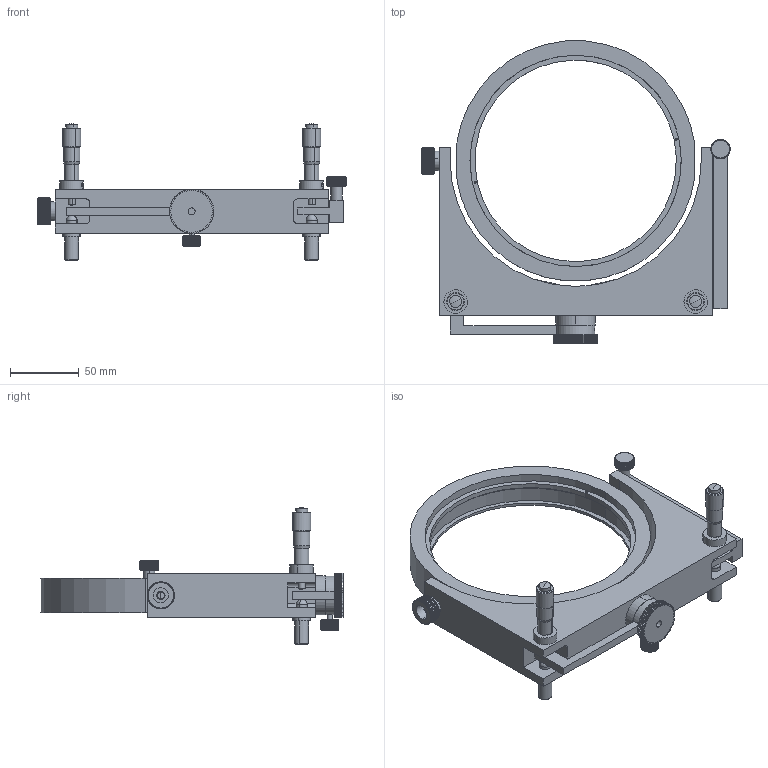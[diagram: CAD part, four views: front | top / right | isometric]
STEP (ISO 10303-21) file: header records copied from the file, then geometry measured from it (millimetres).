
FILE_DESCRIPTION (( 'STEP AP214' ), '1' );
FILE_NAME ('04PMH-6.STEP', '2018-10-09T08:57:41', ( '' ), ( '' ), 'SwSTEP 2.0', 'SolidWorks 2016', '' );
FILE_SCHEMA (( 'AUTOMOTIVE_DESIGN' ));
Length unit declared in the file: millimetre
Products named in the file (1): 04PMH-6
Bounding box: 223.5 x 218.94 x 99 mm (x, y, z)
Surface area: 116342.7 mm2 (no closed solid volume)
Topology: 0 solids, 27 shells, 1020 faces, 2832 edges, 1702 vertices
Faces by surface type: plane 499, cylinder 301, cone 210, sphere 10
Entity records: 44080 total; most frequent: CARTESIAN_POINT 7872, DIRECTION 5241, ORIENTED_EDGE 4950, EDGE_CURVE 2824, AXIS2_PLACEMENT_3D 2029, VERTEX_POINT 1698, LINE 1183, VECTOR 1183
